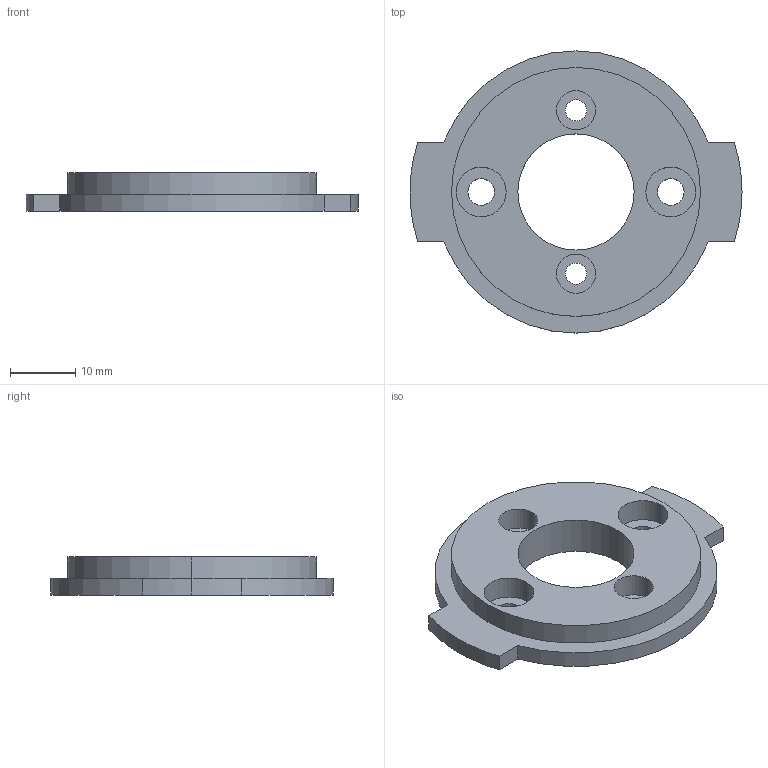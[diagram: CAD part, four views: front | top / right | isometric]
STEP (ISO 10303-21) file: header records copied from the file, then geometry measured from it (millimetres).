
FILE_DESCRIPTION((''),'2;1');
FILE_NAME('motorinterfaceplate.stp','2001-12-07T16:38:22',('Administrator'),(''),'Autodesk Inventor (tm) 3.0','Autodesk Inventor (tm) 3.0','');
FILE_SCHEMA(('CONFIG_CONTROL_DESIGN'));
Length unit declared in the file: inch
Products named in the file (1): motorinterfaceplate
Bounding box: 50.8 x 43.18 x 5.84 mm (x, y, z)
Volume: 5711.6 mm3; surface area: 4099.5 mm2
Topology: 1 solids, 1 shells, 37 faces, 90 edges, 60 vertices
Faces by surface type: bspline 22, cylinder 8, plane 7
Entity records: 1467 total; most frequent: CARTESIAN_POINT 506, ORIENTED_EDGE 180, DIRECTION 174, EDGE_CURVE 90, AXIS2_PLACEMENT_3D 68, VERTEX_POINT 60, CIRCLE 52, EDGE_LOOP 52
